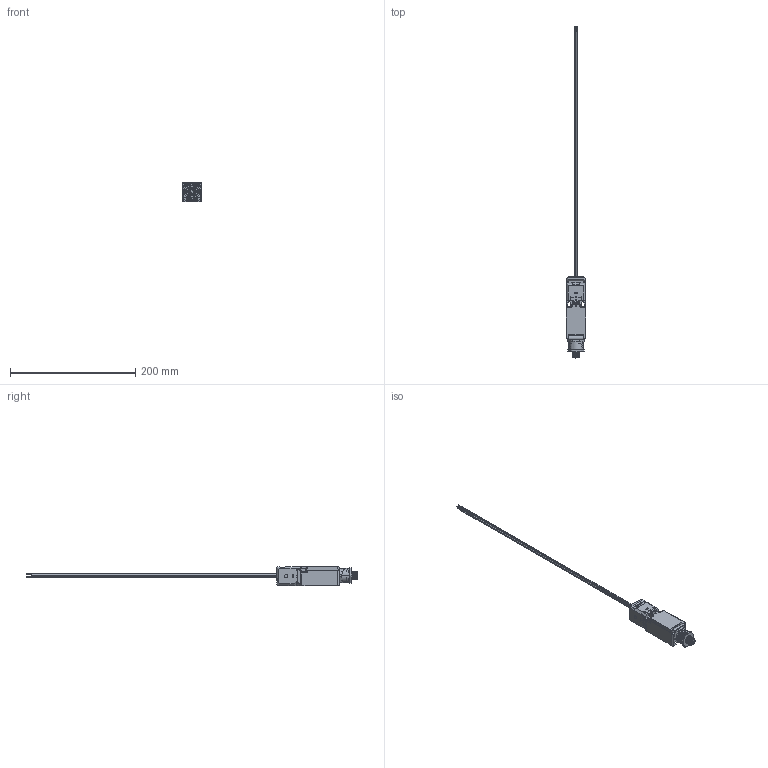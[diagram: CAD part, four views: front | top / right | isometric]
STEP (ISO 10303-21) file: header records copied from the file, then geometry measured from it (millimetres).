
FILE_DESCRIPTION((''),'2;1');
FILE_NAME('220509_ASM','2020-11-06T14:38:48',('PDMAdmin'),('BANNER ENGINEERING'),'CREO PARAMETRIC BY PTC INC, 2019292','CREO PARAMETRIC BY PTC INC, 2019292','');
FILE_SCHEMA(('CONFIG_CONTROL_DESIGN'));
Products named in the file (26): 49480---SI-LS100F_BODY; 49480---SI-LS100F_COVER; 49480---SI-LS100F_GASKET; 49480---SI-LS100F_INTERNAL; 49480---SI-LS100F_HEAD_LOCK; 49480---SI-LS100_INTERLOCK_BODY_ASM; 49480---SI-LS100F_HEAD; 49480---SI-LS100F_HEAD_PIN; 49480---SI-LS100_INTERLOCK_HEAD_ASM; 49480---SI-LS100F_HEAD_PLUG; 49480---SI-LS100F_ASM; 212881_ASM; 65145; 123826; 08427; 22AWG20IN; 161829; 123826_ASM; PLUG_DIA-0170_THK-1000; PLUG_RECT-24000X5400_THK-1000; PLUG_DIA_0320_THK-100; PLUG_RECT-2000X1000_THK-1000; PLUG_DIA-5300_THK-1000; PLUG_RECT-5000X1000_THK-1000; PLUG_DIA-183800_THK-500; 220509_ASM
Assembly tree (34 placements, depth 5):
  220509_ASM
    212881_ASM
      49480---SI-LS100F_ASM
        49480---SI-LS100_INTERLOCK_BODY_ASM
          49480---SI-LS100F_BODY
          49480---SI-LS100F_COVER
          49480---SI-LS100F_GASKET
          49480---SI-LS100F_INTERNAL
          49480---SI-LS100F_HEAD_LOCK
        49480---SI-LS100_INTERLOCK_HEAD_ASM
          49480---SI-LS100F_HEAD
          49480---SI-LS100F_HEAD_PIN
        49480---SI-LS100F_HEAD_PLUG
    65145
    123826_ASM
      123826
      08427
      22AWG20IN  x4
      161829
    PLUG_DIA-0170_THK-1000
    PLUG_RECT-24000X5400_THK-1000  x2
    PLUG_DIA_0320_THK-100  x2
    PLUG_RECT-2000X1000_THK-1000
    PLUG_DIA-5300_THK-1000  x2
    PLUG_RECT-5000X1000_THK-1000  x4
    PLUG_DIA-183800_THK-500
Bounding box: 31 x 530.43 x 30.4 mm (x, y, z)
Volume: 51527.9 mm3; surface area: 60981.4 mm2
Topology: 29 solids, 29 shells, 1515 faces, 3919 edges, 2525 vertices
Faces by surface type: plane 842, cylinder 503, sphere 58, cone 50, bspline 33, torus 29
Entity records: 53530 total; most frequent: CARTESIAN_POINT 16482, DIRECTION 7670, ORIENTED_EDGE 7634, EDGE_CURVE 3817, AXIS2_PLACEMENT_3D 2596, VECTOR 2478, LINE 2478, VERTEX_POINT 2461
